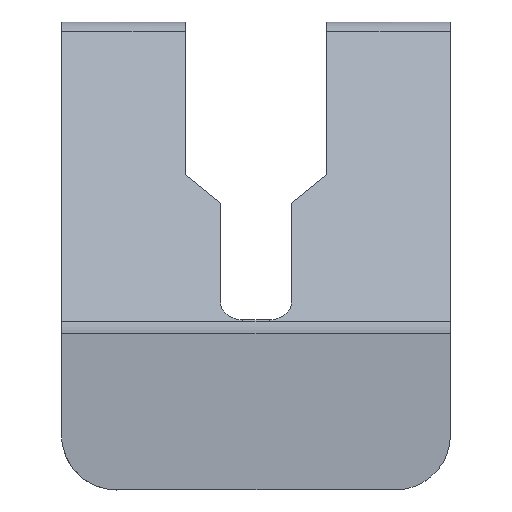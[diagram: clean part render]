
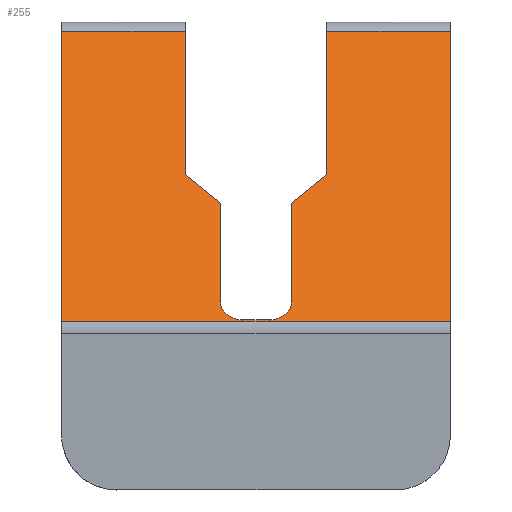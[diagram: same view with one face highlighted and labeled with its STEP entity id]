
A CAD part, top view. The second image highlights one B-rep face of the part: STEP entity #255.
In plain terms, the highlighted planar face has unit normal (0, 0.582, 0.813).
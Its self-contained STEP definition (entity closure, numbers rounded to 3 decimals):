
#155=AXIS2_PLACEMENT_3D('Plane Axis2P3D',#152,#153,#154) ;
#201=AXIS2_PLACEMENT_3D('Circle Axis2P3D',#199,#200,$) ;
#215=AXIS2_PLACEMENT_3D('Circle Axis2P3D',#213,#214,$) ;
#44=CARTESIAN_POINT('Vertex',(17.6,7.646,21.364)) ;
#47=CARTESIAN_POINT('Line Origine',(8.8,7.646,21.364)) ;
#51=CARTESIAN_POINT('Vertex',(0.,7.646,21.364)) ;
#98=CARTESIAN_POINT('Vertex',(17.6,20.782,11.961)) ;
#101=CARTESIAN_POINT('Line Origine',(17.6,14.214,16.663)) ;
#152=CARTESIAN_POINT('Axis2P3D Location',(8.8,20.782,11.961)) ;
#157=CARTESIAN_POINT('Line Origine',(2.8,20.782,11.961)) ;
#161=CARTESIAN_POINT('Vertex',(0.,20.782,11.961)) ;
#163=CARTESIAN_POINT('Vertex',(5.6,20.782,11.961)) ;
#166=CARTESIAN_POINT('Line Origine',(0.,14.214,16.663)) ;
#171=CARTESIAN_POINT('Line Origine',(14.8,20.782,11.961)) ;
#175=CARTESIAN_POINT('Vertex',(12.,20.782,11.961)) ;
#178=CARTESIAN_POINT('Line Origine',(12.,17.533,14.286)) ;
#182=CARTESIAN_POINT('Vertex',(12.,14.285,16.612)) ;
#185=CARTESIAN_POINT('Line Origine',(11.2,13.634,17.078)) ;
#189=CARTESIAN_POINT('Vertex',(10.4,12.984,17.543)) ;
#192=CARTESIAN_POINT('Line Origine',(10.4,10.748,19.144)) ;
#196=CARTESIAN_POINT('Vertex',(10.4,8.512,20.745)) ;
#199=CARTESIAN_POINT('Axis2P3D Location',(9.4,8.512,20.745)) ;
#203=CARTESIAN_POINT('Vertex',(9.4,7.698,21.327)) ;
#206=CARTESIAN_POINT('Line Origine',(8.8,7.698,21.327)) ;
#210=CARTESIAN_POINT('Vertex',(8.2,7.698,21.327)) ;
#213=CARTESIAN_POINT('Axis2P3D Location',(8.2,8.512,20.745)) ;
#217=CARTESIAN_POINT('Vertex',(7.2,8.512,20.745)) ;
#220=CARTESIAN_POINT('Line Origine',(7.2,10.748,19.144)) ;
#224=CARTESIAN_POINT('Vertex',(7.2,12.984,17.543)) ;
#227=CARTESIAN_POINT('Line Origine',(6.4,13.634,17.078)) ;
#231=CARTESIAN_POINT('Vertex',(5.6,14.285,16.612)) ;
#234=CARTESIAN_POINT('Line Origine',(5.6,17.533,14.286)) ;
#48=DIRECTION('Vector Direction',(-1.,0.,0.)) ;
#102=DIRECTION('Vector Direction',(0.,-0.813,0.582)) ;
#153=DIRECTION('Axis2P3D Direction',(0.,0.582,0.813)) ;
#154=DIRECTION('Axis2P3D XDirection',(0.,-0.813,0.582)) ;
#158=DIRECTION('Vector Direction',(1.,0.,0.)) ;
#167=DIRECTION('Vector Direction',(0.,-0.813,0.582)) ;
#172=DIRECTION('Vector Direction',(1.,0.,0.)) ;
#179=DIRECTION('Vector Direction',(0.,0.813,-0.582)) ;
#186=DIRECTION('Vector Direction',(0.707,0.575,-0.412)) ;
#193=DIRECTION('Vector Direction',(0.,0.813,-0.582)) ;
#200=DIRECTION('Axis2P3D Direction',(0.,0.582,0.813)) ;
#207=DIRECTION('Vector Direction',(1.,0.,0.)) ;
#214=DIRECTION('Axis2P3D Direction',(0.,0.582,0.813)) ;
#221=DIRECTION('Vector Direction',(0.,-0.813,0.582)) ;
#228=DIRECTION('Vector Direction',(0.707,-0.575,0.412)) ;
#235=DIRECTION('Vector Direction',(0.,-0.813,0.582)) ;
#49=VECTOR('Line Direction',#48,1.) ;
#103=VECTOR('Line Direction',#102,1.) ;
#159=VECTOR('Line Direction',#158,1.) ;
#168=VECTOR('Line Direction',#167,1.) ;
#173=VECTOR('Line Direction',#172,1.) ;
#180=VECTOR('Line Direction',#179,1.) ;
#187=VECTOR('Line Direction',#186,1.) ;
#194=VECTOR('Line Direction',#193,1.) ;
#208=VECTOR('Line Direction',#207,1.) ;
#222=VECTOR('Line Direction',#221,1.) ;
#229=VECTOR('Line Direction',#228,1.) ;
#236=VECTOR('Line Direction',#235,1.) ;
#240=ORIENTED_EDGE('',*,*,#165,.F.) ;
#241=ORIENTED_EDGE('',*,*,#170,.F.) ;
#242=ORIENTED_EDGE('',*,*,#53,.T.) ;
#243=ORIENTED_EDGE('',*,*,#105,.T.) ;
#244=ORIENTED_EDGE('',*,*,#177,.F.) ;
#245=ORIENTED_EDGE('',*,*,#184,.T.) ;
#246=ORIENTED_EDGE('',*,*,#191,.T.) ;
#247=ORIENTED_EDGE('',*,*,#198,.T.) ;
#248=ORIENTED_EDGE('',*,*,#205,.T.) ;
#249=ORIENTED_EDGE('',*,*,#212,.T.) ;
#250=ORIENTED_EDGE('',*,*,#219,.T.) ;
#251=ORIENTED_EDGE('',*,*,#226,.T.) ;
#252=ORIENTED_EDGE('',*,*,#233,.T.) ;
#253=ORIENTED_EDGE('',*,*,#238,.T.) ;
#255=ADVANCED_FACE('Koerper.2',(#254),#156,.T.) ;
#202=CIRCLE('generated circle',#201,1.) ;
#216=CIRCLE('generated circle',#215,1.) ;
#53=EDGE_CURVE('',#52,#45,#50,.F.) ;
#105=EDGE_CURVE('',#45,#99,#104,.F.) ;
#165=EDGE_CURVE('',#162,#164,#160,.T.) ;
#170=EDGE_CURVE('',#52,#162,#169,.F.) ;
#177=EDGE_CURVE('',#176,#99,#174,.T.) ;
#184=EDGE_CURVE('',#176,#183,#181,.F.) ;
#191=EDGE_CURVE('',#183,#190,#188,.F.) ;
#198=EDGE_CURVE('',#190,#197,#195,.F.) ;
#205=EDGE_CURVE('',#197,#204,#202,.F.) ;
#212=EDGE_CURVE('',#204,#211,#209,.F.) ;
#219=EDGE_CURVE('',#211,#218,#216,.F.) ;
#226=EDGE_CURVE('',#218,#225,#223,.F.) ;
#233=EDGE_CURVE('',#225,#232,#230,.F.) ;
#238=EDGE_CURVE('',#232,#164,#237,.F.) ;
#239=EDGE_LOOP('',(#240,#241,#242,#243,#244,#245,#246,#247,#248,#249,#250,#251,#252,#253)) ;
#254=FACE_OUTER_BOUND('',#239,.T.) ;
#50=LINE('Line',#47,#49) ;
#104=LINE('Line',#101,#103) ;
#160=LINE('Line',#157,#159) ;
#169=LINE('Line',#166,#168) ;
#174=LINE('Line',#171,#173) ;
#181=LINE('Line',#178,#180) ;
#188=LINE('Line',#185,#187) ;
#195=LINE('Line',#192,#194) ;
#209=LINE('Line',#206,#208) ;
#223=LINE('Line',#220,#222) ;
#230=LINE('Line',#227,#229) ;
#237=LINE('Line',#234,#236) ;
#156=PLANE('',#155) ;
#45=VERTEX_POINT('',#44) ;
#52=VERTEX_POINT('',#51) ;
#99=VERTEX_POINT('',#98) ;
#162=VERTEX_POINT('',#161) ;
#164=VERTEX_POINT('',#163) ;
#176=VERTEX_POINT('',#175) ;
#183=VERTEX_POINT('',#182) ;
#190=VERTEX_POINT('',#189) ;
#197=VERTEX_POINT('',#196) ;
#204=VERTEX_POINT('',#203) ;
#211=VERTEX_POINT('',#210) ;
#218=VERTEX_POINT('',#217) ;
#225=VERTEX_POINT('',#224) ;
#232=VERTEX_POINT('',#231) ;
